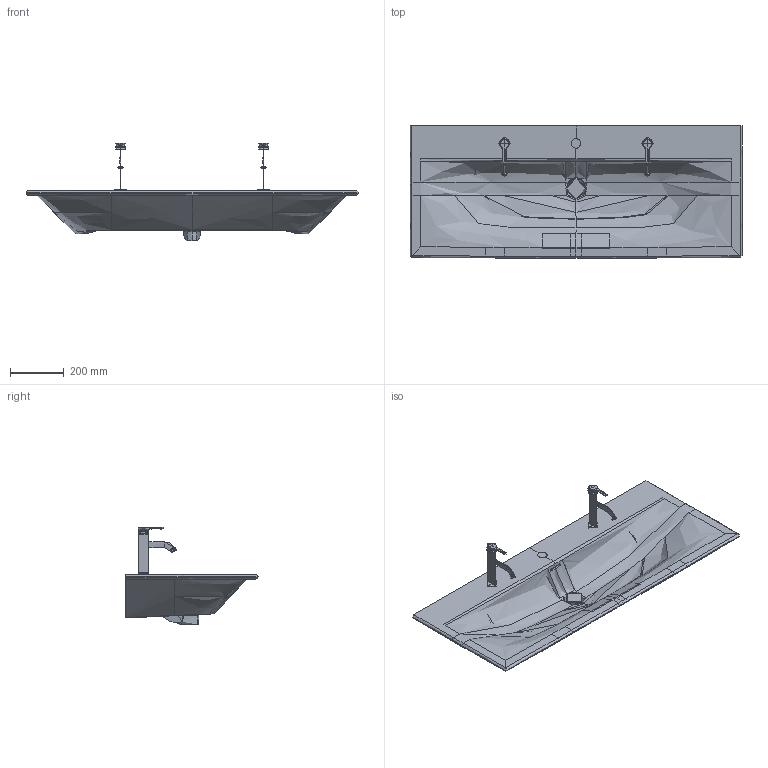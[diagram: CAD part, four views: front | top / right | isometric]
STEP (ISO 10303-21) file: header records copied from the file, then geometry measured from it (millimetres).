
FILE_DESCRIPTION(/* description */ (''),/* implementation_level */ '2;1');
FILE_NAME(/* name */ 'test',/* time_stamp */ '2019-02-20T13:28:16+01:00',/* author */ (''),/* organization */ (''),/* preprocessor_version */ 'ST-DEVELOPER v15',/* originating_system */ '',/* authorisation */ '');
FILE_SCHEMA (('AUTOMOTIVE_DESIGN'));
Products named in the file (1): Document
Bounding box: 1230 x 490 x 359.96 mm (x, y, z)
Volume: 26011671.6 mm3; surface area: 1872686.5 mm2
Topology: 15 solids, 37 shells, 1402 faces, 3371 edges, 1985 vertices
Faces by surface type: bspline 1402
Entity records: 188083 total; most frequent: CARTESIAN_POINT 147424, B_SPLINE_CURVE_WITH_KNOTS 7645, ORIENTED_EDGE 6478, PCURVE 6478, DEFINITIONAL_REPRESENTATION 6478, SURFACE_CURVE 3304, EDGE_CURVE 3304, VERTEX_POINT 1985
